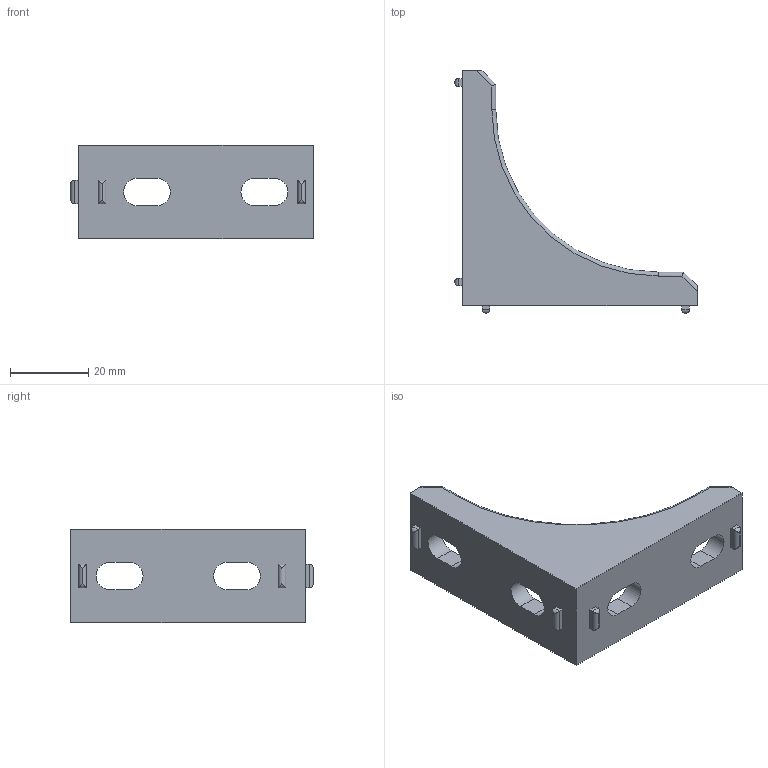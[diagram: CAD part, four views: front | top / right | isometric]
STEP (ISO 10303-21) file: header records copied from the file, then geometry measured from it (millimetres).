
FILE_DESCRIPTION(/* description */ (''),/* implementation_level */ '2;1');
FILE_NAME(/* name */ 'DCB6024-6.stp',/* time_stamp */ '2025-03-26T16:41:00+08:00',/* author */ ('1091212-1'),/* organization */ (''),/* preprocessor_version */ 'ST-DEVELOPER v15.6',/* originating_system */ 'Autodesk Inventor 2015',/* authorisation */ '');
FILE_SCHEMA (('AUTOMOTIVE_DESIGN { 1 0 10303 214 3 1 1 }'));
Length unit declared in the file: millimetre
Products named in the file (1): DCB6024-6
Bounding box: 62 x 62 x 24 mm (x, y, z)
Volume: 15288 mm3; surface area: 8339.5 mm2
Topology: 1 solids, 1 shells, 75 faces, 185 edges, 116 vertices
Faces by surface type: plane 38, cylinder 35, torus 2
Entity records: 2250 total; most frequent: DIRECTION 391, CARTESIAN_POINT 391, ORIENTED_EDGE 370, EDGE_CURVE 185, AXIS2_PLACEMENT_3D 131, LINE 129, VECTOR 129, VERTEX_POINT 116
